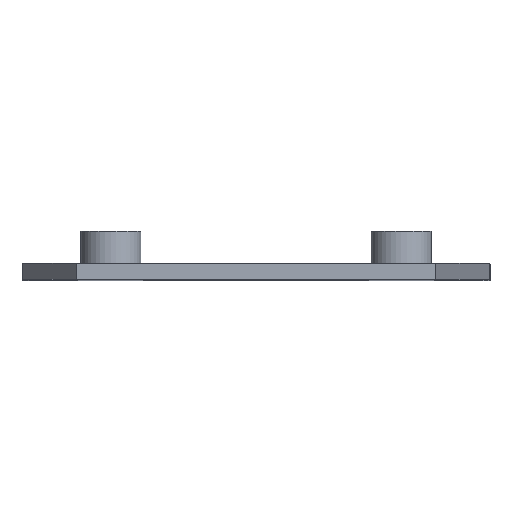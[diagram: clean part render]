
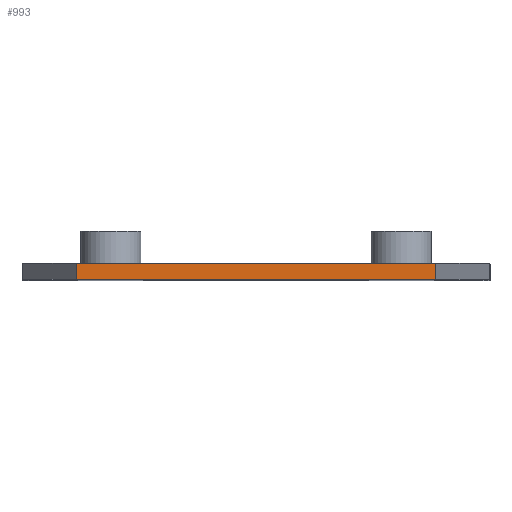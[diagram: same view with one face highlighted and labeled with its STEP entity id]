
A CAD part, top view. The second image highlights one B-rep face of the part: STEP entity #993.
In plain terms, the highlighted planar face has unit normal (0, 0, 1).
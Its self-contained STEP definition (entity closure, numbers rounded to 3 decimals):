
#141=FACE_OUTER_BOUND('',#193,.T.);
#193=EDGE_LOOP('',(#749,#750,#751,#752));
#262=LINE('',#1440,#352);
#265=LINE('',#1452,#355);
#301=LINE('',#1559,#391);
#302=LINE('',#1560,#392);
#352=VECTOR('',#1146,10.);
#355=VECTOR('',#1157,10.);
#391=VECTOR('',#1265,10.);
#392=VECTOR('',#1266,10.);
#439=VERTEX_POINT('',#1433);
#442=VERTEX_POINT('',#1438);
#445=VERTEX_POINT('',#1448);
#447=VERTEX_POINT('',#1451);
#534=EDGE_CURVE('',#439,#442,#262,.T.);
#539=EDGE_CURVE('',#445,#447,#265,.F.);
#593=EDGE_CURVE('',#445,#439,#301,.F.);
#594=EDGE_CURVE('',#447,#442,#302,.F.);
#749=ORIENTED_EDGE('',*,*,#593,.T.);
#750=ORIENTED_EDGE('',*,*,#534,.T.);
#751=ORIENTED_EDGE('',*,*,#594,.F.);
#752=ORIENTED_EDGE('',*,*,#539,.F.);
#955=PLANE('',#1079);
#993=ADVANCED_FACE('',(#141),#955,.T.);
#1079=AXIS2_PLACEMENT_3D('',#1558,#1263,#1264);
#1146=DIRECTION('',(0.,-1.,0.));
#1157=DIRECTION('',(0.,1.,0.));
#1263=DIRECTION('center_axis',(0.,0.,1.));
#1264=DIRECTION('ref_axis',(-1.,0.,0.));
#1265=DIRECTION('',(1.,0.,0.));
#1266=DIRECTION('',(1.,0.,0.));
#1433=CARTESIAN_POINT('',(-18.365,44.25,1.05));
#1438=CARTESIAN_POINT('',(-18.365,42.25,1.05));
#1440=CARTESIAN_POINT('',(-18.365,44.25,1.05));
#1448=CARTESIAN_POINT('',(26.165,44.25,1.05));
#1451=CARTESIAN_POINT('',(26.165,42.25,1.05));
#1452=CARTESIAN_POINT('',(26.165,44.25,1.05));
#1558=CARTESIAN_POINT('Origin',(26.4,44.25,1.05));
#1559=CARTESIAN_POINT('',(15.15,44.25,1.05));
#1560=CARTESIAN_POINT('',(15.15,42.25,1.05));
